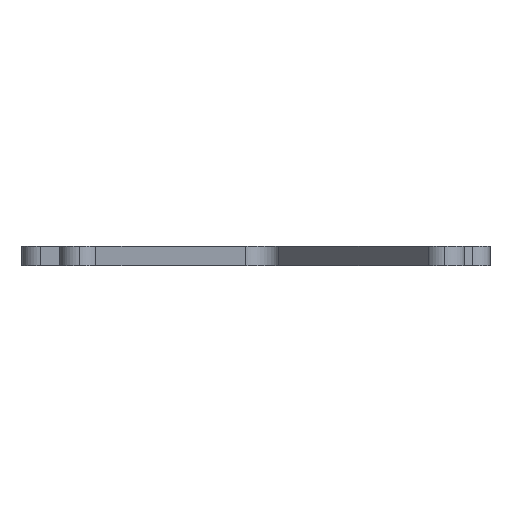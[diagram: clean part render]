
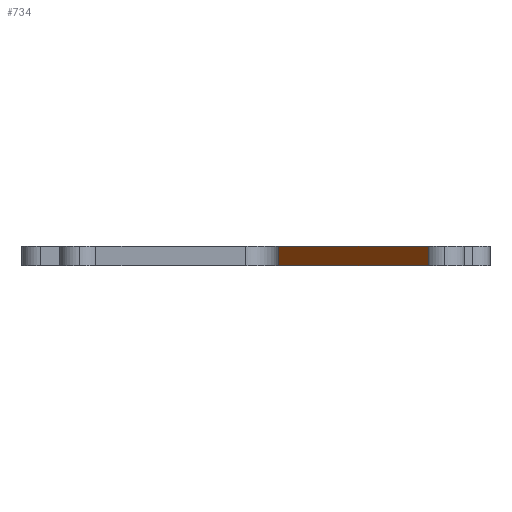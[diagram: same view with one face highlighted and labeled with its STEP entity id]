
A CAD part, left-side view. The second image highlights one B-rep face of the part: STEP entity #734.
In plain terms, the highlighted planar face has unit normal (-0.574, 0.819, 0).
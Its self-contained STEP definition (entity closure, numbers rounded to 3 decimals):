
#19 = EDGE_LOOP ( 'NONE', ( #604, #543, #2492, #1315 ) ) ;
#46 = VERTEX_POINT ( 'NONE', #1624 ) ;
#75 = CARTESIAN_POINT ( 'NONE',  ( -49.352, -25.043, 204.032 ) ) ;
#152 = AXIS2_PLACEMENT_3D ( 'NONE', #795, #171, #1654 ) ;
#171 = DIRECTION ( 'NONE',  ( 0.574, -0.819, 0. ) ) ;
#207 = VERTEX_POINT ( 'NONE', #2640 ) ;
#235 = FACE_OUTER_BOUND ( 'NONE', #19, .T. ) ;
#367 = CARTESIAN_POINT ( 'NONE',  ( -49.352, -25.043, 0. ) ) ;
#521 = LINE ( 'NONE', #2478, #1715 ) ;
#543 = ORIENTED_EDGE ( 'NONE', *, *, #1716, .T. ) ;
#604 = ORIENTED_EDGE ( 'NONE', *, *, #1318, .F. ) ;
#673 = EDGE_CURVE ( 'NONE', #207, #1960, #1518, .T. ) ;
#721 = VECTOR ( 'NONE', #1354, 1000. ) ;
#734 = ADVANCED_FACE ( 'NONE', ( #235 ), #1013, .F. ) ;
#795 = CARTESIAN_POINT ( 'NONE',  ( -49.352, -25.043, 204.032 ) ) ;
#864 = LINE ( 'NONE', #75, #721 ) ;
#989 = CARTESIAN_POINT ( 'NONE',  ( -49.352, -25.043, 3. ) ) ;
#1003 = CARTESIAN_POINT ( 'NONE',  ( -49.352, -25.043, 0. ) ) ;
#1013 = PLANE ( 'NONE',  #152 ) ;
#1039 = LINE ( 'NONE', #989, #2661 ) ;
#1204 = DIRECTION ( 'NONE',  ( 0., 0., -1. ) ) ;
#1303 = CARTESIAN_POINT ( 'NONE',  ( -17.097, -2.457, 3. ) ) ;
#1315 = ORIENTED_EDGE ( 'NONE', *, *, #2449, .F. ) ;
#1318 = EDGE_CURVE ( 'NONE', #1800, #46, #1039, .T. ) ;
#1354 = DIRECTION ( 'NONE',  ( 0., 0., -1. ) ) ;
#1518 = LINE ( 'NONE', #1003, #2635 ) ;
#1624 = CARTESIAN_POINT ( 'NONE',  ( -49.352, -25.043, 3. ) ) ;
#1654 = DIRECTION ( 'NONE',  ( 0.819, 0.574, 0. ) ) ;
#1674 = DIRECTION ( 'NONE',  ( -0.819, -0.574, 0. ) ) ;
#1715 = VECTOR ( 'NONE', #1204, 1000. ) ;
#1716 = EDGE_CURVE ( 'NONE', #1800, #207, #521, .T. ) ;
#1800 = VERTEX_POINT ( 'NONE', #1303 ) ;
#1960 = VERTEX_POINT ( 'NONE', #367 ) ;
#2449 = EDGE_CURVE ( 'NONE', #46, #1960, #864, .T. ) ;
#2478 = CARTESIAN_POINT ( 'NONE',  ( -17.097, -2.457, 204.032 ) ) ;
#2489 = DIRECTION ( 'NONE',  ( -0.819, -0.574, 0. ) ) ;
#2492 = ORIENTED_EDGE ( 'NONE', *, *, #673, .T. ) ;
#2635 = VECTOR ( 'NONE', #2489, 1000. ) ;
#2640 = CARTESIAN_POINT ( 'NONE',  ( -17.097, -2.457, 0. ) ) ;
#2661 = VECTOR ( 'NONE', #1674, 1000. ) ;
